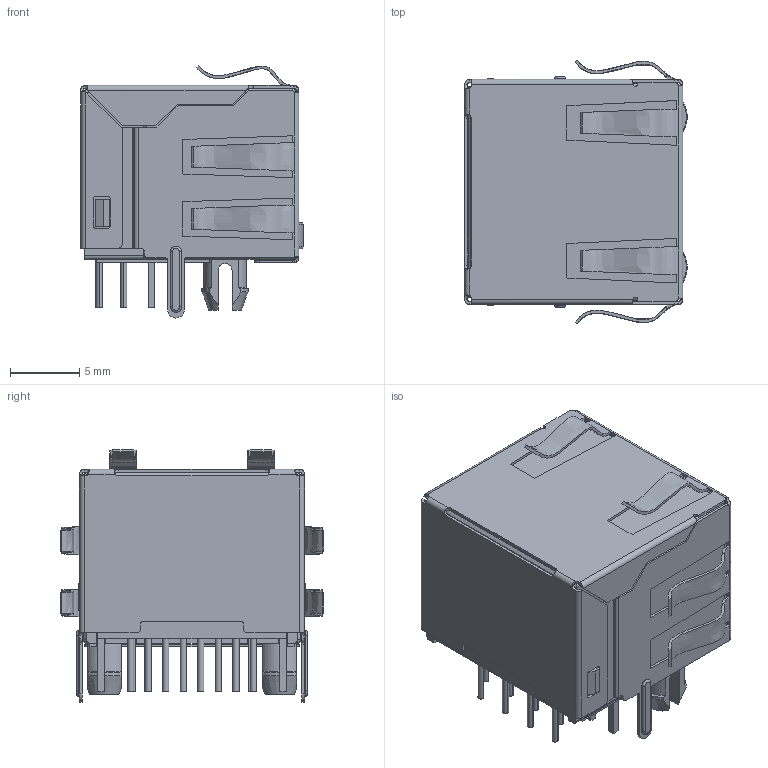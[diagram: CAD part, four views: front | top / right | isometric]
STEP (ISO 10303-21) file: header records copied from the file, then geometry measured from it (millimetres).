
FILE_DESCRIPTION((''),'2;1');
FILE_NAME('DGKYD56A1188AB1A2DY1054__ASM','2019-08-28T11:24:08',('Administrator'),(''),'CREO PARAMETRIC BY PTC INC, 2018400','CREO PARAMETRIC BY PTC INC, 2018400','');
FILE_SCHEMA(('CONFIG_CONTROL_DESIGN'));
Length unit declared in the file: millimetre
Products named in the file (25): SHEJI_JIZUO_20_1_1; SHEJI_NEIXIN_15_1_1; SHEJI_PIN_3_1_2_1_1; SHEJI_PIN_3_1_2_2_1; SHEJI_PIN_3_1_2_3_1; SHEJI_PIN_3_1_2_4_1; SHEJI_PIN_3_1_2_5_1; SHEJI_PIN_3_1_2_6_1; SHEJI_PIN_3_1_2_7_1; SHEJI_PIN_3_1_2_8_1; SHEJI_PIN_3_1_2_9_1; SHEJI_PIN_3_1_2_10_1; SHEJI_PIN_3_1_2_11_1; SHEJI_PIN_3_1_2_12_1; SHEJI_PIN_3_1_2_13_1; SHEJI_PIN_3_1_2_14_1; SHEJI_PIN_3_1_2_15_1; SHEJI_PIN_3_1_2_16_1; SHEJI_PIN_3_1_2_ASM_1_ASM; LED_2_1_1; LED_LV_2_1_1; 98LED_PINGBIKE_6_1_1; SHEJIFANGAN_ASM_13_1_ASM_1_ASM; ASM0001_ASM_1_ASM; DGKYD56A1188AB1A2DY1054__ASM
Assembly tree (24 placements, depth 5):
  DGKYD56A1188AB1A2DY1054__ASM
    ASM0001_ASM_1_ASM
      SHEJIFANGAN_ASM_13_1_ASM_1_ASM
        SHEJI_JIZUO_20_1_1
        SHEJI_NEIXIN_15_1_1
        SHEJI_PIN_3_1_2_ASM_1_ASM
          SHEJI_PIN_3_1_2_1_1
          SHEJI_PIN_3_1_2_2_1
          SHEJI_PIN_3_1_2_3_1
          SHEJI_PIN_3_1_2_4_1
          SHEJI_PIN_3_1_2_5_1
          SHEJI_PIN_3_1_2_6_1
          SHEJI_PIN_3_1_2_7_1
          SHEJI_PIN_3_1_2_8_1
          SHEJI_PIN_3_1_2_9_1
          SHEJI_PIN_3_1_2_10_1
          SHEJI_PIN_3_1_2_11_1
          SHEJI_PIN_3_1_2_12_1
          SHEJI_PIN_3_1_2_13_1
          SHEJI_PIN_3_1_2_14_1
          SHEJI_PIN_3_1_2_15_1
          SHEJI_PIN_3_1_2_16_1
        LED_2_1_1
        LED_LV_2_1_1
        98LED_PINGBIKE_6_1_1
Bounding box: 16.11 x 19.1 x 18.25 mm (x, y, z)
Volume: 1950.1 mm3; surface area: 5953.7 mm2
Topology: 21 solids, 21 shells, 1200 faces, 3148 edges, 1970 vertices
Faces by surface type: plane 798, cylinder 280, cone 40, torus 36, bspline 26, extrusion 12, sphere 8
Entity records: 40151 total; most frequent: CARTESIAN_POINT 10056, ORIENTED_EDGE 6288, DIRECTION 6050, EDGE_CURVE 3144, VECTOR 2298, LINE 2286, VERTEX_POINT 1970, AXIS2_PLACEMENT_3D 1876
